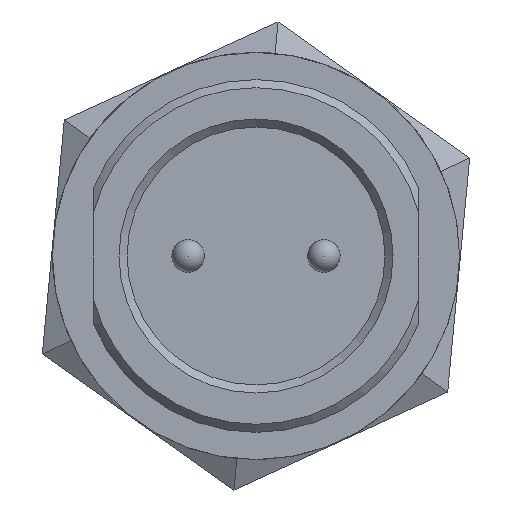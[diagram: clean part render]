
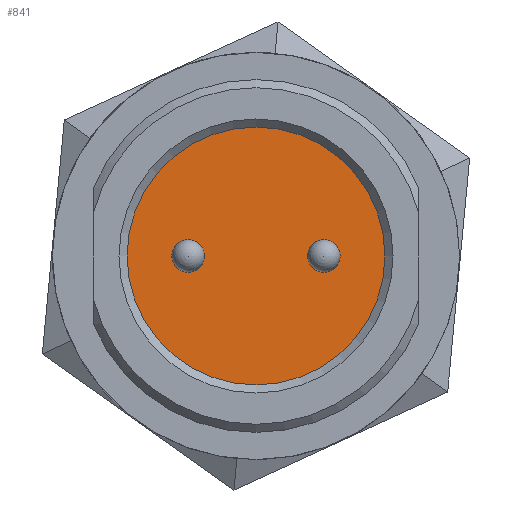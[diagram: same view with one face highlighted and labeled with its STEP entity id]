
A CAD part, left-side view. The second image highlights one B-rep face of the part: STEP entity #841.
In plain terms, the highlighted planar face has unit normal (-1, 0, 0).
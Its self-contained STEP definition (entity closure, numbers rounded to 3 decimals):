
#65=FACE_BOUND('',#244,.T.);
#66=FACE_BOUND('',#245,.T.);
#110=CIRCLE('',#1018,0.6);
#111=CIRCLE('',#1020,0.6);
#113=CIRCLE('',#1023,5.);
#167=FACE_OUTER_BOUND('',#243,.T.);
#243=EDGE_LOOP('',(#669));
#244=EDGE_LOOP('',(#670));
#245=EDGE_LOOP('',(#671));
#441=VERTEX_POINT('',#1461);
#442=VERTEX_POINT('',#1464);
#444=VERTEX_POINT('',#1469);
#523=EDGE_CURVE('',#441,#441,#110,.T.);
#524=EDGE_CURVE('',#442,#442,#111,.T.);
#526=EDGE_CURVE('',#444,#444,#113,.T.);
#669=ORIENTED_EDGE('',*,*,#526,.T.);
#670=ORIENTED_EDGE('',*,*,#523,.T.);
#671=ORIENTED_EDGE('',*,*,#524,.T.);
#790=PLANE('',#1024);
#841=ADVANCED_FACE('',(#167,#65,#66),#790,.F.);
#1018=AXIS2_PLACEMENT_3D('',#1462,#1191,#1192);
#1020=AXIS2_PLACEMENT_3D('',#1465,#1195,#1196);
#1023=AXIS2_PLACEMENT_3D('',#1470,#1201,#1202);
#1024=AXIS2_PLACEMENT_3D('',#1471,#1203,#1204);
#1191=DIRECTION('center_axis',(1.,0.,0.));
#1192=DIRECTION('ref_axis',(0.,-1.,0.));
#1195=DIRECTION('center_axis',(1.,0.,0.));
#1196=DIRECTION('ref_axis',(0.,-1.,0.));
#1201=DIRECTION('center_axis',(-1.,0.,0.));
#1202=DIRECTION('ref_axis',(0.,-1.,0.));
#1203=DIRECTION('center_axis',(1.,0.,0.));
#1204=DIRECTION('ref_axis',(0.,0.,-1.));
#1461=CARTESIAN_POINT('',(0.,0.6,-2.5));
#1462=CARTESIAN_POINT('Origin',(0.,0.,-2.5));
#1464=CARTESIAN_POINT('',(0.,0.6,2.5));
#1465=CARTESIAN_POINT('Origin',(0.,0.,2.5));
#1469=CARTESIAN_POINT('',(0.,5.,0.));
#1470=CARTESIAN_POINT('Origin',(0.,0.,0.));
#1471=CARTESIAN_POINT('Origin',(0.,0.,0.));
